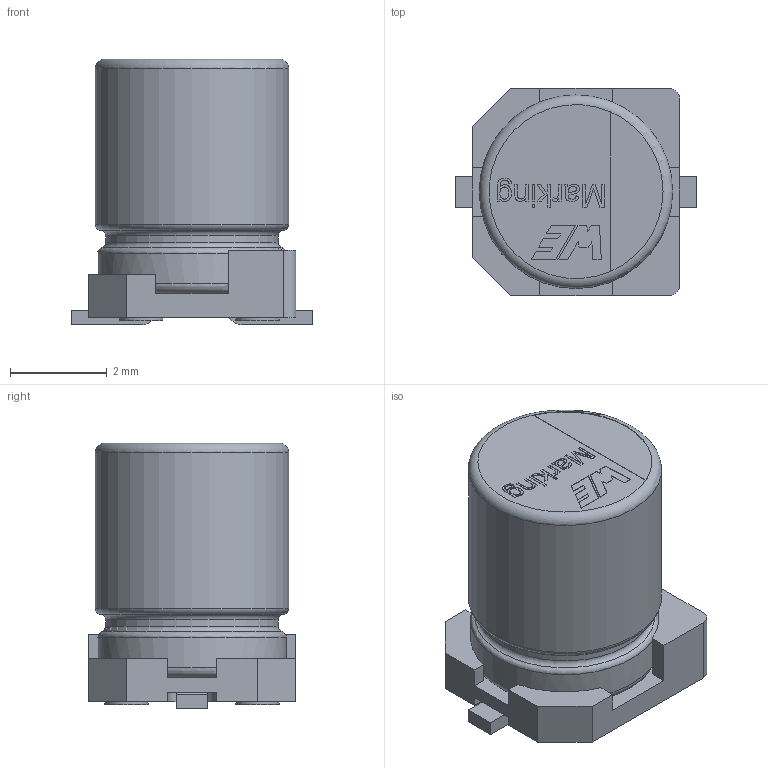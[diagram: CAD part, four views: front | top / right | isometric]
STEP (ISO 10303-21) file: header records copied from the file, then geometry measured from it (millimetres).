
FILE_DESCRIPTION(/* description */ ('Unknown','CAx-IF Rec.Pracs.---Representation and Presentation of Product Manufacturing Information (PMI)---4.0---2014-10-13','CAx-IF Rec.Pracs.---3D Tessellated Geometry---0.4---2014-09-14','2;1'),/* implementation_level */ '2;1');
FILE_NAME(/* name */ 'CP_Wurth_WCAP-PSLP-D4L5.5',/* time_stamp */ '2025-01-02T17:29:35+08:00',/* author */ ('Unknown'),/* organization */ ('Unknown'),/* preprocessor_version */ 'ST-DEVELOPER v16.7',/* originating_system */ 'Solid Edge',/* authorisation */ 'Unknown');
FILE_SCHEMA (('AP242_MANAGED_MODEL_BASED_3D_ENGINEERING_MIM_LF { 1 0 10303 442 1 1 4 }'));
Length unit declared in the file: millimetre
Products named in the file (2): CP_Wurth_WCAP-PSLP-D4L5.5
Assembly tree (1 placements, depth 2):
  CP_Wurth_WCAP-PSLP-D4L5.5
    CP_Wurth_WCAP-PSLP-D4L5.5
Bounding box: 5 x 4.3 x 5.5 mm (x, y, z)
Volume: 70.4 mm3; surface area: 146.9 mm2
Topology: 1 solids, 1 shells, 226 faces, 607 edges, 400 vertices
Faces by surface type: plane 156, cylinder 50, bspline 13, torus 7
Full cylindrical faces by diameter (mm): 0.5 x1, 0.58 x1, 0.9 x6, 0.98 x1, 2.42 x1, 2.5 x1, 2.8 x1, 3.56 x1, 4 x1
Entity records: 8977 total; most frequent: CARTESIAN_POINT 1801, ORIENTED_EDGE 1150, DIRECTION 1103, EDGE_CURVE 575, LINE 423, VECTOR 423, VERTEX_POINT 390, AXIS2_PLACEMENT_3D 340
